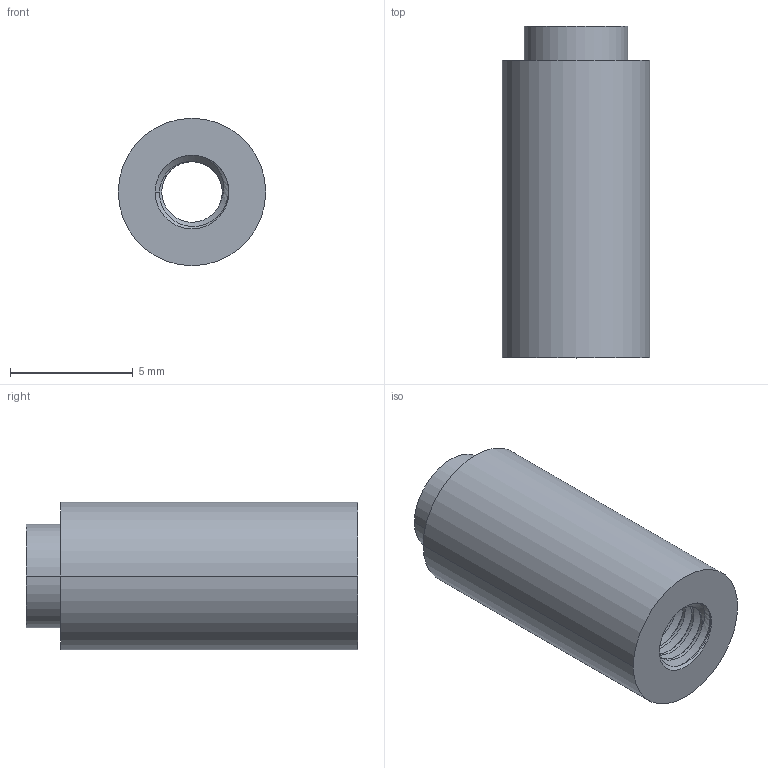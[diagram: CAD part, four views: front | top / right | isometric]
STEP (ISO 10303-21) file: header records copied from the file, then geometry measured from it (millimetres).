
FILE_DESCRIPTION (( 'STEP AP214' ), '1' );
FILE_NAME ('9774120360R.STEP', '2023-11-06T17:23:05', ( '' ), ( '' ), 'SwSTEP 2.0', 'SolidWorks 2021', '' );
FILE_SCHEMA (( 'AUTOMOTIVE_DESIGN' ));
Length unit declared in the file: millimetre
Products named in the file (1): 9774120360R
Bounding box: 6 x 13.5 x 6 mm (x, y, z)
Volume: 284.1 mm3; surface area: 475.7 mm2
Topology: 1 solids, 1 shells, 70 faces, 196 edges, 129 vertices
Faces by surface type: cylinder 57, cone 7, plane 3, bspline 3
Entity records: 5858 total; most frequent: CARTESIAN_POINT 4348, ORIENTED_EDGE 392, DIRECTION 235, EDGE_CURVE 196, VERTEX_POINT 129, AXIS2_PLACEMENT_3D 87, EDGE_LOOP 73, FACE_OUTER_BOUND 70
